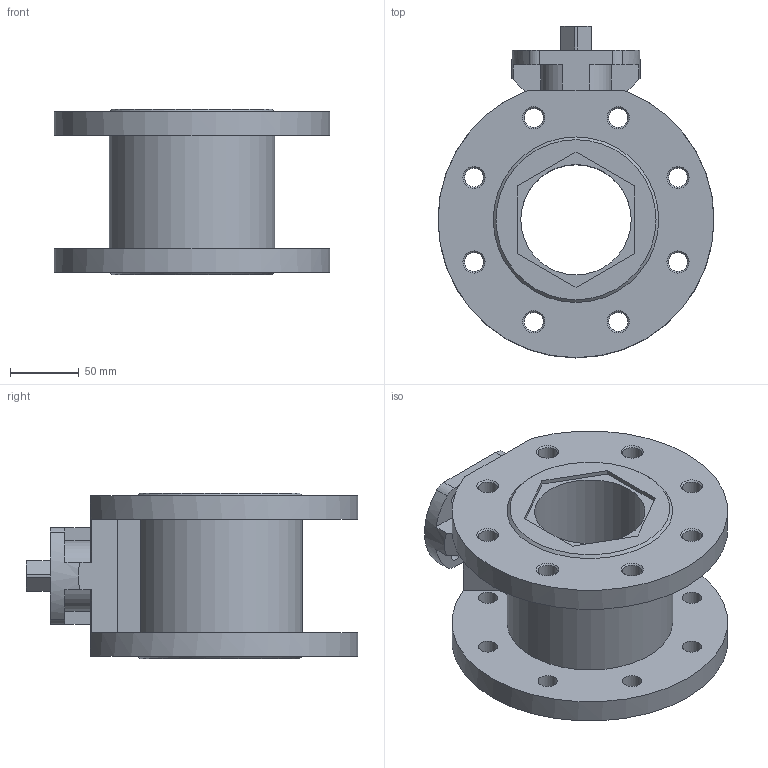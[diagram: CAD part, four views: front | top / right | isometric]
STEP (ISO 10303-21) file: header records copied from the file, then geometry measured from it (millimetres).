
FILE_DESCRIPTION(/* description */ ('STEP AP214'),/* implementation_level */ '2;1');
FILE_NAME(/* name */ '1692208_VZBC-80-FF-16-22-F07-V4V4T',/* time_stamp */ '2024-09-18T01:17:22+02:00',/* author */ ('License CC BY-ND 4.0'),/* organization */ ('CADENAS'),/* preprocessor_version */ 'ST-DEVELOPER v19.3',/* originating_system */ 'PARTsolutions',/* authorisation */ ' ');
FILE_SCHEMA (('AUTOMOTIVE_DESIGN {1 0 10303 214 3 1 1}'));
Length unit declared in the file: millimetre
Products named in the file (1): 1692208 VZBC-80-FF-16-22-F07-V4V4T
Bounding box: 200 x 240.5 x 120 mm (x, y, z)
Volume: 1627320.2 mm3; surface area: 209756.8 mm2
Topology: 1 solids, 1 shells, 97 faces, 270 edges, 175 vertices
Faces by surface type: plane 43, cylinder 36, cone 18
Full cylindrical faces by diameter (mm): 9 x4, 13.835 x16, 51 x1, 55 x1, 80 x1
Entity records: 3038 total; most frequent: DIRECTION 530, CARTESIAN_POINT 498, ORIENTED_EDGE 454, EDGE_CURVE 227, AXIS2_PLACEMENT_3D 205, EDGE_LOOP 188, FACE_BOUND 188, VERTEX_POINT 173
